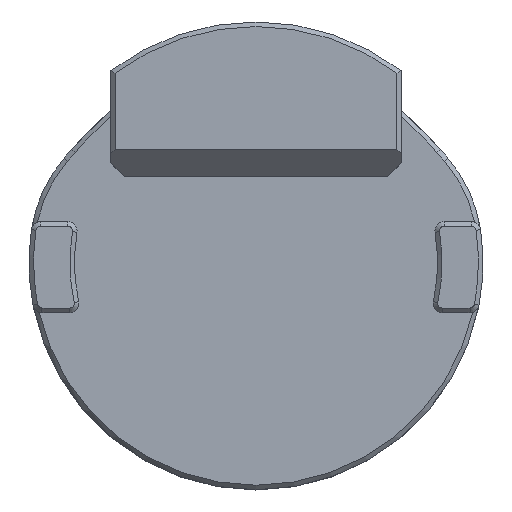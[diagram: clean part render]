
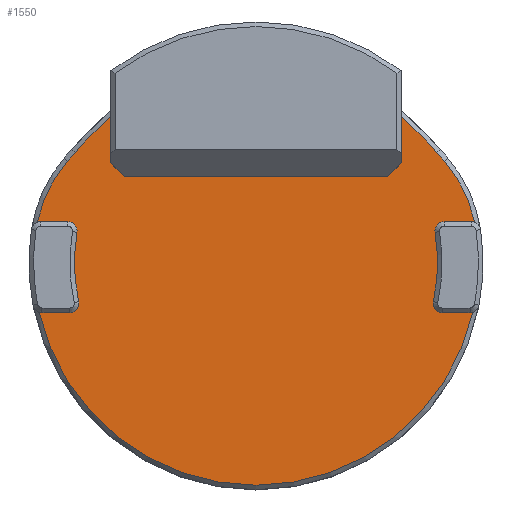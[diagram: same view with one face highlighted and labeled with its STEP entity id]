
A CAD part, top view. The second image highlights one B-rep face of the part: STEP entity #1550.
In plain terms, the highlighted face is planar.
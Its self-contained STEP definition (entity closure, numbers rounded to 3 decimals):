
#56=PLANE('',#1689);
#120=FACE_OUTER_BOUND('',#213,.T.);
#213=EDGE_LOOP('',(#1204,#1205,#1206,#1207,#1208,#1209,#1210,#1211,#1212,
#1213,#1214,#1215,#1216,#1217,#1218,#1219,#1220,#1221,#1222,#1223,#1224,
#1225,#1226,#1227,#1228,#1229));
#303=CIRCLE('',#1690,24.5);
#304=CIRCLE('',#1691,1.);
#305=CIRCLE('',#1692,1.);
#306=CIRCLE('',#1693,20.);
#307=CIRCLE('',#1694,1.);
#308=CIRCLE('',#1695,1.);
#309=CIRCLE('',#1696,15.);
#310=CIRCLE('',#1697,36.);
#311=CIRCLE('',#1698,36.);
#312=CIRCLE('',#1699,15.);
#313=CIRCLE('',#1700,1.);
#314=CIRCLE('',#1701,1.);
#315=CIRCLE('',#1702,20.);
#316=CIRCLE('',#1703,1.);
#317=CIRCLE('',#1704,1.);
#360=LINE('',#2561,#491);
#407=LINE('',#2796,#538);
#408=LINE('',#2804,#539);
#409=LINE('',#2810,#540);
#410=LINE('',#2813,#541);
#411=LINE('',#2815,#542);
#412=LINE('',#2817,#543);
#413=LINE('',#2819,#544);
#414=LINE('',#2823,#545);
#415=LINE('',#2829,#546);
#416=LINE('',#2837,#547);
#491=VECTOR('',#1825,1000.);
#538=VECTOR('',#1996,1000.);
#539=VECTOR('',#2003,1000.);
#540=VECTOR('',#2008,1000.);
#541=VECTOR('',#2011,1000.);
#542=VECTOR('',#2012,1000.);
#543=VECTOR('',#2013,1000.);
#544=VECTOR('',#2014,1000.);
#545=VECTOR('',#2017,1000.);
#546=VECTOR('',#2022,1000.);
#547=VECTOR('',#2029,1000.);
#655=VERTEX_POINT('',#2558);
#656=VERTEX_POINT('',#2560);
#707=VERTEX_POINT('',#2790);
#708=VERTEX_POINT('',#2791);
#709=VERTEX_POINT('',#2793);
#710=VERTEX_POINT('',#2795);
#711=VERTEX_POINT('',#2797);
#712=VERTEX_POINT('',#2799);
#713=VERTEX_POINT('',#2801);
#714=VERTEX_POINT('',#2803);
#715=VERTEX_POINT('',#2805);
#716=VERTEX_POINT('',#2807);
#717=VERTEX_POINT('',#2809);
#718=VERTEX_POINT('',#2812);
#719=VERTEX_POINT('',#2814);
#720=VERTEX_POINT('',#2816);
#721=VERTEX_POINT('',#2818);
#722=VERTEX_POINT('',#2820);
#723=VERTEX_POINT('',#2822);
#724=VERTEX_POINT('',#2824);
#725=VERTEX_POINT('',#2826);
#726=VERTEX_POINT('',#2828);
#727=VERTEX_POINT('',#2830);
#728=VERTEX_POINT('',#2832);
#729=VERTEX_POINT('',#2834);
#730=VERTEX_POINT('',#2836);
#803=EDGE_CURVE('',#655,#656,#360,.T.);
#887=EDGE_CURVE('',#707,#708,#303,.T.);
#888=EDGE_CURVE('',#708,#709,#304,.T.);
#889=EDGE_CURVE('',#709,#710,#407,.T.);
#890=EDGE_CURVE('',#710,#711,#305,.T.);
#891=EDGE_CURVE('',#711,#712,#306,.T.);
#892=EDGE_CURVE('',#712,#713,#307,.T.);
#893=EDGE_CURVE('',#713,#714,#408,.T.);
#894=EDGE_CURVE('',#714,#715,#308,.T.);
#895=EDGE_CURVE('',#715,#716,#309,.T.);
#896=EDGE_CURVE('',#716,#717,#409,.T.);
#897=EDGE_CURVE('',#717,#656,#310,.T.);
#898=EDGE_CURVE('',#655,#718,#410,.T.);
#899=EDGE_CURVE('',#719,#718,#411,.T.);
#900=EDGE_CURVE('',#719,#720,#412,.T.);
#901=EDGE_CURVE('',#721,#720,#413,.T.);
#902=EDGE_CURVE('',#721,#722,#311,.T.);
#903=EDGE_CURVE('',#722,#723,#414,.T.);
#904=EDGE_CURVE('',#723,#724,#312,.T.);
#905=EDGE_CURVE('',#724,#725,#313,.T.);
#906=EDGE_CURVE('',#726,#725,#415,.T.);
#907=EDGE_CURVE('',#726,#727,#314,.T.);
#908=EDGE_CURVE('',#728,#727,#315,.T.);
#909=EDGE_CURVE('',#728,#729,#316,.T.);
#910=EDGE_CURVE('',#730,#729,#416,.T.);
#911=EDGE_CURVE('',#730,#707,#317,.T.);
#1204=ORIENTED_EDGE('',*,*,#887,.T.);
#1205=ORIENTED_EDGE('',*,*,#888,.T.);
#1206=ORIENTED_EDGE('',*,*,#889,.T.);
#1207=ORIENTED_EDGE('',*,*,#890,.T.);
#1208=ORIENTED_EDGE('',*,*,#891,.T.);
#1209=ORIENTED_EDGE('',*,*,#892,.T.);
#1210=ORIENTED_EDGE('',*,*,#893,.T.);
#1211=ORIENTED_EDGE('',*,*,#894,.T.);
#1212=ORIENTED_EDGE('',*,*,#895,.T.);
#1213=ORIENTED_EDGE('',*,*,#896,.T.);
#1214=ORIENTED_EDGE('',*,*,#897,.T.);
#1215=ORIENTED_EDGE('',*,*,#803,.F.);
#1216=ORIENTED_EDGE('',*,*,#898,.T.);
#1217=ORIENTED_EDGE('',*,*,#899,.F.);
#1218=ORIENTED_EDGE('',*,*,#900,.T.);
#1219=ORIENTED_EDGE('',*,*,#901,.F.);
#1220=ORIENTED_EDGE('',*,*,#902,.T.);
#1221=ORIENTED_EDGE('',*,*,#903,.T.);
#1222=ORIENTED_EDGE('',*,*,#904,.T.);
#1223=ORIENTED_EDGE('',*,*,#905,.T.);
#1224=ORIENTED_EDGE('',*,*,#906,.F.);
#1225=ORIENTED_EDGE('',*,*,#907,.T.);
#1226=ORIENTED_EDGE('',*,*,#908,.F.);
#1227=ORIENTED_EDGE('',*,*,#909,.T.);
#1228=ORIENTED_EDGE('',*,*,#910,.F.);
#1229=ORIENTED_EDGE('',*,*,#911,.T.);
#1550=ADVANCED_FACE('',(#120),#56,.T.);
#1689=AXIS2_PLACEMENT_3D('',#2789,#1990,#1991);
#1690=AXIS2_PLACEMENT_3D('',#2792,#1992,#1993);
#1691=AXIS2_PLACEMENT_3D('',#2794,#1994,#1995);
#1692=AXIS2_PLACEMENT_3D('',#2798,#1997,#1998);
#1693=AXIS2_PLACEMENT_3D('',#2800,#1999,#2000);
#1694=AXIS2_PLACEMENT_3D('',#2802,#2001,#2002);
#1695=AXIS2_PLACEMENT_3D('',#2806,#2004,#2005);
#1696=AXIS2_PLACEMENT_3D('',#2808,#2006,#2007);
#1697=AXIS2_PLACEMENT_3D('',#2811,#2009,#2010);
#1698=AXIS2_PLACEMENT_3D('',#2821,#2015,#2016);
#1699=AXIS2_PLACEMENT_3D('',#2825,#2018,#2019);
#1700=AXIS2_PLACEMENT_3D('',#2827,#2020,#2021);
#1701=AXIS2_PLACEMENT_3D('',#2831,#2023,#2024);
#1702=AXIS2_PLACEMENT_3D('',#2833,#2025,#2026);
#1703=AXIS2_PLACEMENT_3D('',#2835,#2027,#2028);
#1704=AXIS2_PLACEMENT_3D('',#2838,#2030,#2031);
#1825=DIRECTION('',(0.,0.,1.));
#1990=DIRECTION('center_axis',(0.,-1.,0.));
#1991=DIRECTION('ref_axis',(1.,0.,0.));
#1992=DIRECTION('center_axis',(0.,-1.,0.));
#1993=DIRECTION('ref_axis',(1.,0.,0.));
#1994=DIRECTION('center_axis',(0.,1.,0.));
#1995=DIRECTION('ref_axis',(1.,0.,0.));
#1996=DIRECTION('',(-1.,0.,0.));
#1997=DIRECTION('center_axis',(0.,1.,0.));
#1998=DIRECTION('ref_axis',(1.,0.,0.));
#1999=DIRECTION('center_axis',(0.,-1.,0.));
#2000=DIRECTION('ref_axis',(-1.,0.,0.));
#2001=DIRECTION('center_axis',(0.,1.,0.));
#2002=DIRECTION('ref_axis',(1.,0.,0.));
#2003=DIRECTION('',(1.,0.,0.));
#2004=DIRECTION('center_axis',(0.,1.,0.));
#2005=DIRECTION('ref_axis',(1.,0.,0.));
#2006=DIRECTION('center_axis',(0.,-1.,0.));
#2007=DIRECTION('ref_axis',(1.,0.,0.));
#2008=DIRECTION('',(-0.653,0.,0.758));
#2009=DIRECTION('center_axis',(0.,-1.,0.));
#2010=DIRECTION('ref_axis',(1.,0.,0.));
#2011=DIRECTION('',(-0.707,0.,-0.707));
#2012=DIRECTION('',(1.,0.,0.));
#2013=DIRECTION('',(-0.707,0.,0.707));
#2014=DIRECTION('',(0.,0.,-1.));
#2015=DIRECTION('center_axis',(0.,-1.,0.));
#2016=DIRECTION('ref_axis',(1.,0.,0.));
#2017=DIRECTION('',(-0.653,0.,-0.758));
#2018=DIRECTION('center_axis',(0.,-1.,0.));
#2019=DIRECTION('ref_axis',(1.,0.,0.));
#2020=DIRECTION('center_axis',(0.,1.,0.));
#2021=DIRECTION('ref_axis',(1.,0.,0.));
#2022=DIRECTION('',(-1.,0.,0.));
#2023=DIRECTION('center_axis',(0.,1.,0.));
#2024=DIRECTION('ref_axis',(1.,0.,0.));
#2025=DIRECTION('center_axis',(0.,1.,0.));
#2026=DIRECTION('ref_axis',(1.,0.,0.));
#2027=DIRECTION('center_axis',(0.,1.,0.));
#2028=DIRECTION('ref_axis',(1.,0.,0.));
#2029=DIRECTION('',(1.,0.,0.));
#2030=DIRECTION('center_axis',(0.,1.,0.));
#2031=DIRECTION('ref_axis',(1.,0.,0.));
#2558=CARTESIAN_POINT('',(16.,-21.,11.));
#2560=CARTESIAN_POINT('',(16.,-21.,16.055));
#2561=CARTESIAN_POINT('',(16.,-21.,16.709));
#2789=CARTESIAN_POINT('Origin',(0.,-21.,0.));
#2790=CARTESIAN_POINT('',(-23.886,-21.,-5.45));
#2791=CARTESIAN_POINT('',(23.886,-21.,-5.45));
#2792=CARTESIAN_POINT('Origin',(0.,-21.,0.));
#2793=CARTESIAN_POINT('',(23.574,-21.,-5.5));
#2794=CARTESIAN_POINT('Origin',(23.574,-21.,-4.5));
#2795=CARTESIAN_POINT('',(20.512,-21.,-5.5));
#2796=CARTESIAN_POINT('',(24.387,-21.,-5.5));
#2797=CARTESIAN_POINT('',(19.535,-21.,-4.286));
#2798=CARTESIAN_POINT('Origin',(20.512,-21.,-4.5));
#2799=CARTESIAN_POINT('',(19.72,-21.,3.333));
#2800=CARTESIAN_POINT('Origin',(0.,-21.,0.));
#2801=CARTESIAN_POINT('',(20.706,-21.,4.5));
#2802=CARTESIAN_POINT('Origin',(20.706,-21.,3.5));
#2803=CARTESIAN_POINT('',(23.743,-21.,4.5));
#2804=CARTESIAN_POINT('',(24.592,-21.,4.5));
#2805=CARTESIAN_POINT('',(24.084,-21.,4.44));
#2806=CARTESIAN_POINT('Origin',(23.743,-21.,3.5));
#2807=CARTESIAN_POINT('',(20.763,-21.,11.175));
#2808=CARTESIAN_POINT('Origin',(9.398,-21.,1.385));
#2809=CARTESIAN_POINT('',(19.915,-21.,12.16));
#2810=CARTESIAN_POINT('',(17.445,-21.,15.028));
#2811=CARTESIAN_POINT('Origin',(-7.36,-21.,-11.336));
#2812=CARTESIAN_POINT('',(14.5,-21.,9.5));
#2813=CARTESIAN_POINT('',(16.,-21.,11.));
#2814=CARTESIAN_POINT('',(-14.5,-21.,9.5));
#2815=CARTESIAN_POINT('',(-16.,-21.,9.5));
#2816=CARTESIAN_POINT('',(-16.,-21.,11.));
#2817=CARTESIAN_POINT('',(-14.5,-21.,9.5));
#2818=CARTESIAN_POINT('',(-16.,-21.,16.055));
#2819=CARTESIAN_POINT('',(-16.,-21.,16.709));
#2820=CARTESIAN_POINT('',(-19.915,-21.,12.16));
#2821=CARTESIAN_POINT('Origin',(7.36,-21.,-11.336));
#2822=CARTESIAN_POINT('',(-20.763,-21.,11.175));
#2823=CARTESIAN_POINT('',(-17.445,-21.,15.028));
#2824=CARTESIAN_POINT('',(-24.084,-21.,4.44));
#2825=CARTESIAN_POINT('Origin',(-9.398,-21.,1.385));
#2826=CARTESIAN_POINT('',(-23.743,-21.,4.5));
#2827=CARTESIAN_POINT('Origin',(-23.743,-21.,3.5));
#2828=CARTESIAN_POINT('',(-20.706,-21.,4.5));
#2829=CARTESIAN_POINT('',(-24.592,-21.,4.5));
#2830=CARTESIAN_POINT('',(-19.72,-21.,3.333));
#2831=CARTESIAN_POINT('Origin',(-20.706,-21.,3.5));
#2832=CARTESIAN_POINT('',(-19.535,-21.,-4.286));
#2833=CARTESIAN_POINT('Origin',(0.,-21.,0.));
#2834=CARTESIAN_POINT('',(-20.512,-21.,-5.5));
#2835=CARTESIAN_POINT('Origin',(-20.512,-21.,-4.5));
#2836=CARTESIAN_POINT('',(-23.574,-21.,-5.5));
#2837=CARTESIAN_POINT('',(-24.387,-21.,-5.5));
#2838=CARTESIAN_POINT('Origin',(-23.574,-21.,-4.5));
